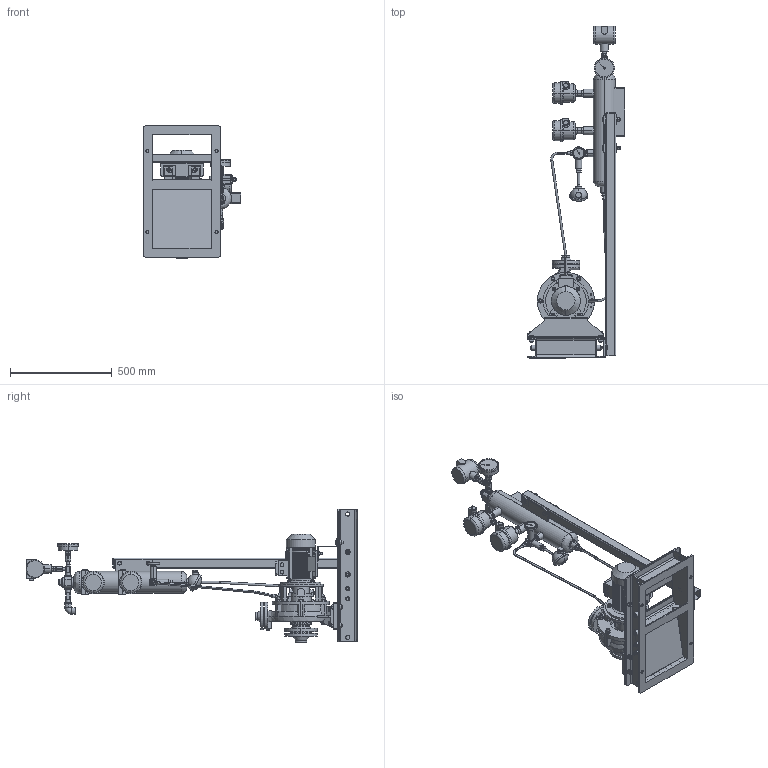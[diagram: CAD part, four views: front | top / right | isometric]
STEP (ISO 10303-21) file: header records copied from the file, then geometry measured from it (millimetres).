
FILE_DESCRIPTION (( 'STEP AP203' ), '1' );
FILE_NAME ('221-204-55Ò-ÐÑ2-41-02.step', '2023-07-26T13:26:33', ( 'adb' ), ( '' ), 'SwSTEP 2.0', 'SolidWorks 2016', '' );
FILE_SCHEMA (( 'CONFIG_CONTROL_DESIGN' ));
Products named in the file (1): 221-204-55Ò-ÐÑ2-41-02
Bounding box: 479 x 1630.5 x 655 mm (x, y, z)
Volume: 19665422 mm3; surface area: 3723640.1 mm2
Topology: 32 solids, 45 shells, 3064 faces, 7810 edges, 5018 vertices
Faces by surface type: plane 1563, cylinder 1114, cone 276, torus 63, bspline 38, sphere 10
Entity records: 107017 total; most frequent: CARTESIAN_POINT 31929, DIRECTION 15888, ORIENTED_EDGE 15588, EDGE_CURVE 7794, AXIS2_PLACEMENT_3D 6016, VERTEX_POINT 5012, LINE 3856, VECTOR 3856
